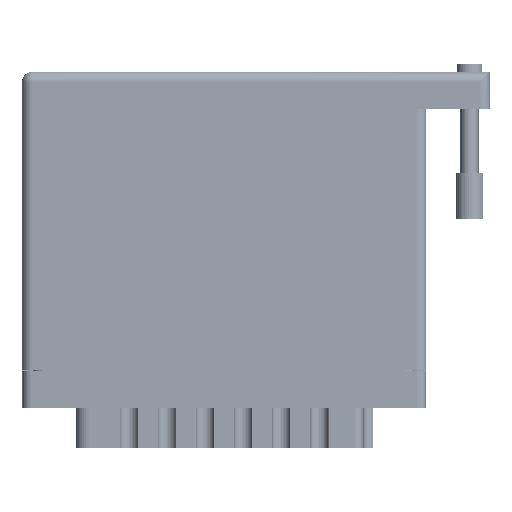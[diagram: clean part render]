
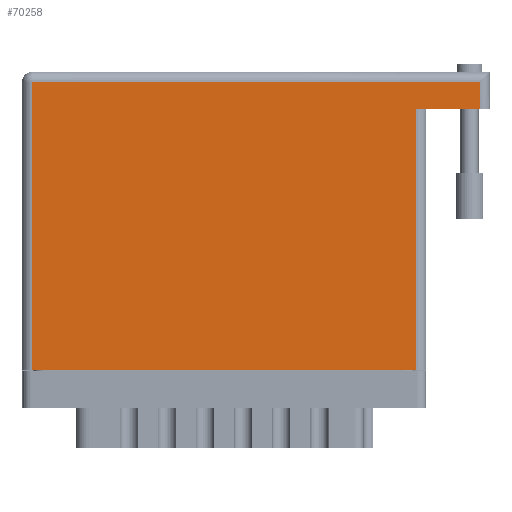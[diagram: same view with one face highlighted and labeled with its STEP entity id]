
A CAD part, front view. The second image highlights one B-rep face of the part: STEP entity #70258.
In plain terms, the highlighted face is planar.
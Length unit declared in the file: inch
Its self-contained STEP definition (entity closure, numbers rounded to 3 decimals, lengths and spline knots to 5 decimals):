
#955 = ORIENTED_EDGE ( 'NONE', *, *, #77020, .T. ) ;
#2454 = VERTEX_POINT ( 'NONE', #67303 ) ;
#3827 = DIRECTION ( 'NONE',  ( 0., -1., 0. ) ) ;
#8598 = DIRECTION ( 'NONE',  ( -1., 0., 0. ) ) ;
#13864 = LINE ( 'NONE', #86139, #67439 ) ;
#13869 = DIRECTION ( 'NONE',  ( 0., 1., 0. ) ) ;
#15818 = VERTEX_POINT ( 'NONE', #55384 ) ;
#16170 = VECTOR ( 'NONE', #32267, 39.37008 ) ;
#20280 = CARTESIAN_POINT ( 'NONE',  ( 2.685, 1.774, 0. ) ) ;
#20475 = ORIENTED_EDGE ( 'NONE', *, *, #56292, .T. ) ;
#21537 = VERTEX_POINT ( 'NONE', #84798 ) ;
#25773 = EDGE_CURVE ( 'NONE', #35880, #76194, #51108, .T. ) ;
#26741 = EDGE_CURVE ( 'NONE', #35880, #21537, #54463, .T. ) ;
#29222 = EDGE_LOOP ( 'NONE', ( #41939, #67314, #84259, #38971, #20475, #955 ) ) ;
#29880 = CARTESIAN_POINT ( 'NONE',  ( 0., 2.03, 0. ) ) ;
#30214 = DIRECTION ( 'NONE',  ( -1., 0., 0. ) ) ;
#32092 = VERTEX_POINT ( 'NONE', #50296 ) ;
#32267 = DIRECTION ( 'NONE',  ( -1., 0., 0. ) ) ;
#35622 = LINE ( 'NONE', #48406, #67064 ) ;
#35880 = VERTEX_POINT ( 'NONE', #37871 ) ;
#37871 = CARTESIAN_POINT ( 'NONE',  ( 3.12, 1.774, 0. ) ) ;
#38971 = ORIENTED_EDGE ( 'NONE', *, *, #26741, .T. ) ;
#41223 = LINE ( 'NONE', #20280, #88918 ) ;
#41939 = ORIENTED_EDGE ( 'NONE', *, *, #51044, .T. ) ;
#47149 = VECTOR ( 'NONE', #8598, 39.37008 ) ;
#48406 = CARTESIAN_POINT ( 'NONE',  ( 0.07, 0., 0. ) ) ;
#50296 = CARTESIAN_POINT ( 'NONE',  ( 0.07, 1.96, 0. ) ) ;
#50343 = FACE_OUTER_BOUND ( 'NONE', #29222, .T. ) ;
#51044 = EDGE_CURVE ( 'NONE', #2454, #15818, #13864, .T. ) ;
#51108 = LINE ( 'NONE', #83301, #16170 ) ;
#52009 = DIRECTION ( 'NONE',  ( 0., 0., -1. ) ) ;
#53748 = CARTESIAN_POINT ( 'NONE',  ( 2.685, 1.774, 0. ) ) ;
#54463 = LINE ( 'NONE', #58455, #74212 ) ;
#55384 = CARTESIAN_POINT ( 'NONE',  ( 2.685, 0., 0. ) ) ;
#56292 = EDGE_CURVE ( 'NONE', #21537, #32092, #72690, .T. ) ;
#56621 = DIRECTION ( 'NONE',  ( 1., 0., 0. ) ) ;
#58455 = CARTESIAN_POINT ( 'NONE',  ( 3.12, 2.03, 0. ) ) ;
#67064 = VECTOR ( 'NONE', #3827, 39.37008 ) ;
#67140 = PLANE ( 'NONE',  #86830 ) ;
#67303 = CARTESIAN_POINT ( 'NONE',  ( 0.07, 0., 0. ) ) ;
#67314 = ORIENTED_EDGE ( 'NONE', *, *, #69315, .T. ) ;
#67439 = VECTOR ( 'NONE', #56621, 39.37008 ) ;
#68433 = CARTESIAN_POINT ( 'NONE',  ( 0., 1.96, 0. ) ) ;
#69315 = EDGE_CURVE ( 'NONE', #15818, #76194, #41223, .T. ) ;
#70258 = ADVANCED_FACE ( 'NONE', ( #50343 ), #67140, .F. ) ;
#72690 = LINE ( 'NONE', #68433, #47149 ) ;
#74212 = VECTOR ( 'NONE', #13869, 39.37008 ) ;
#76194 = VERTEX_POINT ( 'NONE', #53748 ) ;
#77020 = EDGE_CURVE ( 'NONE', #32092, #2454, #35622, .T. ) ;
#83301 = CARTESIAN_POINT ( 'NONE',  ( 3.19, 1.774, 0. ) ) ;
#84259 = ORIENTED_EDGE ( 'NONE', *, *, #25773, .F. ) ;
#84798 = CARTESIAN_POINT ( 'NONE',  ( 3.12, 1.96, 0. ) ) ;
#86139 = CARTESIAN_POINT ( 'NONE',  ( 0., 0., 0. ) ) ;
#86830 = AXIS2_PLACEMENT_3D ( 'NONE', #29880, #52009, #30214 ) ;
#88918 = VECTOR ( 'NONE', #94392, 39.37008 ) ;
#94392 = DIRECTION ( 'NONE',  ( 0., 1., 0. ) ) ;
